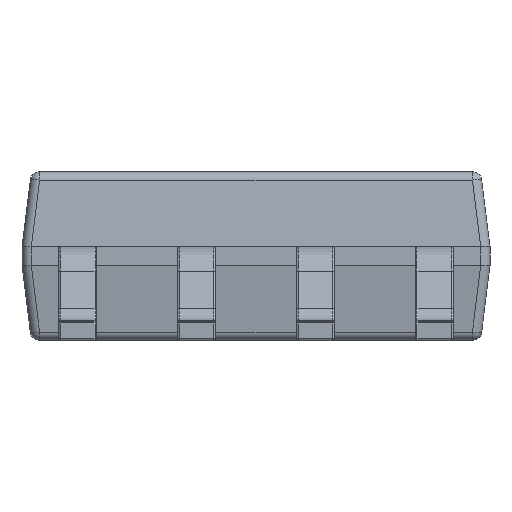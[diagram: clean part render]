
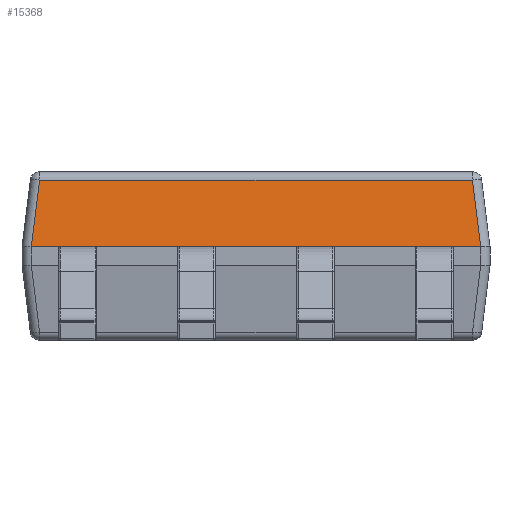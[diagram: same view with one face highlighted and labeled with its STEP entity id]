
A CAD part, left-side view. The second image highlights one B-rep face of the part: STEP entity #15368.
In plain terms, the highlighted planar face has unit normal (-0.992, 0, 0.124).
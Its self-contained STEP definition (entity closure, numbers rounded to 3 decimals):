
#194 = CARTESIAN_POINT ( 'NONE',  ( -2., -2.4, 1.1 ) ) ;
#811 = ORIENTED_EDGE ( 'NONE', *, *, #19972, .T. ) ;
#896 = LINE ( 'NONE', #18652, #31709 ) ;
#1383 =( BOUNDED_CURVE ( )  B_SPLINE_CURVE ( 3, ( #17593, #194, #6488, #18352 ),
 .UNSPECIFIED., .F., .F. ) 
 B_SPLINE_CURVE_WITH_KNOTS ( ( 4, 4 ),
 ( 0., 0.008 ),
 .UNSPECIFIED. ) 
 CURVE ( )  GEOMETRIC_REPRESENTATION_ITEM ( )  RATIONAL_B_SPLINE_CURVE ( ( 1., 1., 1., 1. ) ) 
 REPRESENTATION_ITEM ( '' )  );
#3135 = CARTESIAN_POINT ( 'NONE',  ( -2., 2.4, 1.1 ) ) ;
#4786 = CARTESIAN_POINT ( 'NONE',  ( -1.911, 0., 1.812 ) ) ;
#6488 = CARTESIAN_POINT ( 'NONE',  ( -2., -2.401, 1.1 ) ) ;
#7258 = CARTESIAN_POINT ( 'NONE',  ( -1.865, 2.266, 2.179 ) ) ;
#7493 = CARTESIAN_POINT ( 'NONE',  ( -1.9, 0., 1.9 ) ) ;
#9516 = DIRECTION ( 'NONE',  ( 0.123, 0.123, 0.985 ) ) ;
#9534 = ORIENTED_EDGE ( 'NONE', *, *, #16459, .T. ) ;
#10421 = FACE_OUTER_BOUND ( 'NONE', #14197, .T. ) ;
#11468 = CARTESIAN_POINT ( 'NONE',  ( -2., 2.401, 1.1 ) ) ;
#13858 = VERTEX_POINT ( 'NONE', #14838 ) ;
#13911 = CARTESIAN_POINT ( 'NONE',  ( -2., -2.401, 1.1 ) ) ;
#14197 = EDGE_LOOP ( 'NONE', ( #18355, #9534, #25008, #811, #19702, #31893 ) ) ;
#14212 = LINE ( 'NONE', #19431, #16921 ) ;
#14747 = VERTEX_POINT ( 'NONE', #15589 ) ;
#14838 = CARTESIAN_POINT ( 'NONE',  ( -1.911, -2.312, 1.812 ) ) ;
#15368 = ADVANCED_FACE ( 'NONE', ( #10421 ), #22445, .T. ) ;
#15394 = EDGE_CURVE ( 'NONE', #13858, #23472, #30734, .T. ) ;
#15589 = CARTESIAN_POINT ( 'NONE',  ( -2., -2.4, 1.1 ) ) ;
#15635 = VECTOR ( 'NONE', #33856, 1000. ) ;
#15722 = EDGE_CURVE ( 'NONE', #24139, #13858, #896, .T. ) ;
#16459 = EDGE_CURVE ( 'NONE', #28432, #32555, #34856, .T. ) ;
#16630 = DIRECTION ( 'NONE',  ( -0.123, 0.123, -0.985 ) ) ;
#16921 = VECTOR ( 'NONE', #37972, 1000. ) ;
#17593 = CARTESIAN_POINT ( 'NONE',  ( -2., -2.4, 1.1 ) ) ;
#18352 = CARTESIAN_POINT ( 'NONE',  ( -2., -2.401, 1.1 ) ) ;
#18355 = ORIENTED_EDGE ( 'NONE', *, *, #21012, .T. ) ;
#18652 = CARTESIAN_POINT ( 'NONE',  ( -1.865, -2.266, 2.179 ) ) ;
#19368 = DIRECTION ( 'NONE',  ( -0.992, 0., 0.124 ) ) ;
#19431 = CARTESIAN_POINT ( 'NONE',  ( -2., 2.5, 1.1 ) ) ;
#19702 = ORIENTED_EDGE ( 'NONE', *, *, #15722, .T. ) ;
#19972 = EDGE_CURVE ( 'NONE', #14747, #24139, #1383, .T. ) ;
#21012 = EDGE_CURVE ( 'NONE', #23472, #28432, #33819, .T. ) ;
#22445 = PLANE ( 'NONE',  #37258 ) ;
#22918 = CARTESIAN_POINT ( 'NONE',  ( -2., 2.4, 1.1 ) ) ;
#23472 = VERTEX_POINT ( 'NONE', #26560 ) ;
#24139 = VERTEX_POINT ( 'NONE', #13911 ) ;
#24911 = VECTOR ( 'NONE', #16630, 1000. ) ;
#25008 = ORIENTED_EDGE ( 'NONE', *, *, #25439, .F. ) ;
#25439 = EDGE_CURVE ( 'NONE', #14747, #32555, #14212, .T. ) ;
#26140 = CARTESIAN_POINT ( 'NONE',  ( -2., 2.4, 1.1 ) ) ;
#26560 = CARTESIAN_POINT ( 'NONE',  ( -1.911, 2.312, 1.812 ) ) ;
#28432 = VERTEX_POINT ( 'NONE', #29626 ) ;
#29259 = CARTESIAN_POINT ( 'NONE',  ( -2., 2.401, 1.1 ) ) ;
#29626 = CARTESIAN_POINT ( 'NONE',  ( -2., 2.401, 1.1 ) ) ;
#30734 = LINE ( 'NONE', #4786, #15635 ) ;
#31333 = DIRECTION ( 'NONE',  ( 0., 1., 0. ) ) ;
#31709 = VECTOR ( 'NONE', #9516, 1000. ) ;
#31893 = ORIENTED_EDGE ( 'NONE', *, *, #15394, .T. ) ;
#32555 = VERTEX_POINT ( 'NONE', #3135 ) ;
#33819 = LINE ( 'NONE', #7258, #24911 ) ;
#33856 = DIRECTION ( 'NONE',  ( 0., 1., 0. ) ) ;
#34856 =( BOUNDED_CURVE ( )  B_SPLINE_CURVE ( 3, ( #11468, #29259, #22918, #26140 ),
 .UNSPECIFIED., .F., .F. ) 
 B_SPLINE_CURVE_WITH_KNOTS ( ( 4, 4 ),
 ( 6.275, 6.283 ),
 .UNSPECIFIED. ) 
 CURVE ( )  GEOMETRIC_REPRESENTATION_ITEM ( )  RATIONAL_B_SPLINE_CURVE ( ( 1., 1., 1., 1. ) ) 
 REPRESENTATION_ITEM ( '' )  );
#37258 = AXIS2_PLACEMENT_3D ( 'NONE', #7493, #19368, #31333 ) ;
#37972 = DIRECTION ( 'NONE',  ( 0., 1., 0. ) ) ;
